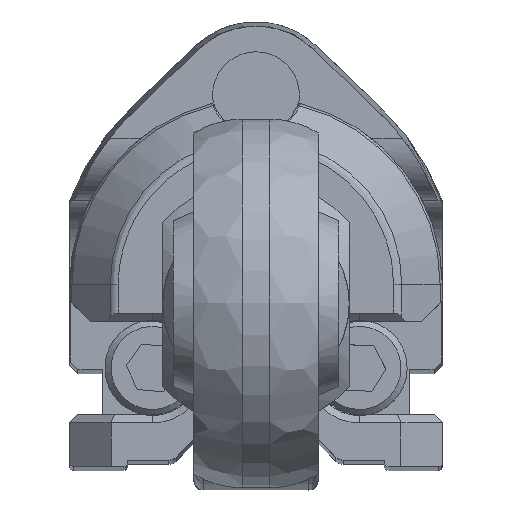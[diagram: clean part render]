
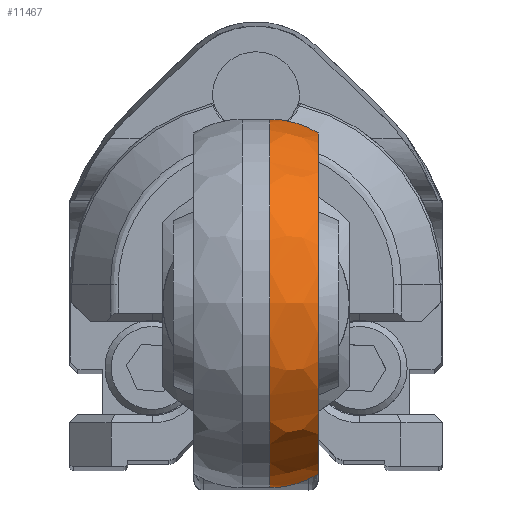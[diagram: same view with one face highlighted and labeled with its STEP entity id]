
A CAD part, top view. The second image highlights one B-rep face of the part: STEP entity #11467.
In plain terms, the highlighted free-form (B-spline) face has degree [3, 3] with [4, 7] control points.
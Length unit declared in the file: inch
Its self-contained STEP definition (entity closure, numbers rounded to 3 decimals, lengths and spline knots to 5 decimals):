
#160 = CARTESIAN_POINT ( 'NONE',  ( 0.11811, 0.29589, 3.86516 ) ) ;
#764 = CARTESIAN_POINT ( 'NONE',  ( 0.11811, -0.02872, 3.86516 ) ) ;
#1056 = DIRECTION ( 'NONE',  ( 0.519, 0.854, 0. ) ) ;
#1694 = FACE_OUTER_BOUND ( 'NONE', #16100, .T. ) ;
#1795 = CARTESIAN_POINT ( 'NONE',  ( 0.05874, 0.32167, 3.86516 ) ) ;
#1881 = CARTESIAN_POINT ( 'NONE',  ( 0.11811, -0.35334, 3.86516 ) ) ;
#1895 = CIRCLE ( 'NONE', #18818, 0.32461 ) ;
#1955 = DIRECTION ( 'NONE',  ( 0., 0., -1. ) ) ;
#2093 = CARTESIAN_POINT ( 'NONE',  ( 0.0902, 0.31286, 4.06526 ) ) ;
#3227 = CARTESIAN_POINT ( 'NONE',  ( 0.02608, 0.32167, 3.86516 ) ) ;
#3234 = EDGE_CURVE ( 'NONE', #17475, #16054, #16233, .T. ) ;
#3242 = CIRCLE ( 'NONE', #6828, 0.17717 ) ;
#4064 = CIRCLE ( 'NONE', #11881, 0.35039 ) ;
#4477 = EDGE_CURVE ( 'NONE', #11172, #18297, #3242, .T. ) ;
#4750 = CARTESIAN_POINT ( 'NONE',  ( 0.11811, -0.35334, 4.05532 ) ) ;
#5054 = CARTESIAN_POINT ( 'NONE',  ( 0.11811, -0.02872, 4.18978 ) ) ;
#5157 = CARTESIAN_POINT ( 'NONE',  ( 0.11811, 0.29589, 4.05532 ) ) ;
#5663 = DIRECTION ( 'NONE',  ( 0., 0., -1. ) ) ;
#6384 = CARTESIAN_POINT ( 'NONE',  ( 0.0902, 0.31286, 3.86516 ) ) ;
#6492 = CARTESIAN_POINT ( 'NONE',  ( 0.0902, -0.3703, 4.06526 ) ) ;
#6828 = AXIS2_PLACEMENT_3D ( 'NONE', #17881, #11472, #11274 ) ;
#7325 = CARTESIAN_POINT ( 'NONE',  ( 0.02608, 0.32167, 3.86516 ) ) ;
#7379 = DIRECTION ( 'NONE',  ( 0., 0., -1. ) ) ;
#7456 = AXIS2_PLACEMENT_3D ( 'NONE', #11673, #7379, #1056 ) ;
#7923 = CARTESIAN_POINT ( 'NONE',  ( 0.02608, -0.37912, 3.86516 ) ) ;
#8021 = CARTESIAN_POINT ( 'NONE',  ( 0.11811, -0.35334, 3.86516 ) ) ;
#8124 = CARTESIAN_POINT ( 'NONE',  ( 0.11811, 0.29589, 3.86516 ) ) ;
#8312 = CARTESIAN_POINT ( 'NONE',  ( 0.0902, -0.22882, 4.20675 ) ) ;
#9056 = ORIENTED_EDGE ( 'NONE', *, *, #12761, .T. ) ;
#9446 = CARTESIAN_POINT ( 'NONE',  ( 0.0902, -0.3703, 3.86516 ) ) ;
#9843 = CARTESIAN_POINT ( 'NONE',  ( 0.05874, -0.37912, 4.07042 ) ) ;
#10162 = CARTESIAN_POINT ( 'NONE',  ( 0.02608, -0.37912, 3.86516 ) ) ;
#10313 = ORIENTED_EDGE ( 'NONE', *, *, #16509, .T. ) ;
#10966 = CARTESIAN_POINT ( 'NONE',  ( 0.11811, 0.16143, 4.18978 ) ) ;
#11073 = CARTESIAN_POINT ( 'NONE',  ( 0.05874, 0.17653, 4.21556 ) ) ;
#11172 = VERTEX_POINT ( 'NONE', #10162 ) ;
#11174 = CARTESIAN_POINT ( 'NONE',  ( 0.02608, -0.23398, 4.21556 ) ) ;
#11272 = CARTESIAN_POINT ( 'NONE',  ( 0.11811, -0.21888, 4.18978 ) ) ;
#11274 = DIRECTION ( 'NONE',  ( 0., -1., 0. ) ) ;
#11373 = CARTESIAN_POINT ( 'NONE',  ( 0.02608, -0.02872, 4.21556 ) ) ;
#11467 = ADVANCED_FACE ( 'NONE', ( #1694 ), #15902, .T. ) ;
#11472 = DIRECTION ( 'NONE',  ( 0., 0., 1. ) ) ;
#11673 = CARTESIAN_POINT ( 'NONE',  ( 0.02608, 0.14451, 3.86516 ) ) ;
#11881 = AXIS2_PLACEMENT_3D ( 'NONE', #15513, #13985, #1955 ) ;
#12501 = CARTESIAN_POINT ( 'NONE',  ( 0.05874, -0.02872, 4.21556 ) ) ;
#12598 = CARTESIAN_POINT ( 'NONE',  ( 0.02608, -0.37912, 4.07042 ) ) ;
#12761 = EDGE_CURVE ( 'NONE', #18297, #16054, #1895, .T. ) ;
#12902 = CARTESIAN_POINT ( 'NONE',  ( 0.02608, 0.17653, 4.21556 ) ) ;
#13985 = DIRECTION ( 'NONE',  ( 1., 0., 0. ) ) ;
#14130 = CARTESIAN_POINT ( 'NONE',  ( 0.0902, 0.17137, 4.20675 ) ) ;
#14329 = CARTESIAN_POINT ( 'NONE',  ( 0.05874, 0.32167, 4.07042 ) ) ;
#15513 = CARTESIAN_POINT ( 'NONE',  ( 0.02608, -0.02872, 3.86516 ) ) ;
#15758 = CARTESIAN_POINT ( 'NONE',  ( 0.02608, 0.32167, 4.07042 ) ) ;
#15902 =( BOUNDED_SURFACE ( )  B_SPLINE_SURFACE ( 3, 3, ( 
 ( #8124, #5157, #10966, #5054, #11272, #4750, #8021 ),
 ( #6384, #2093, #14130, #18919, #8312, #6492, #9446 ),
 ( #1795, #14329, #11073, #12501, #17271, #9843, #16051 ),
 ( #3227, #15758, #12902, #11373, #11174, #12598, #7923 ) ),
 .UNSPECIFIED., .F., .F., .F. ) 
 B_SPLINE_SURFACE_WITH_KNOTS ( ( 4, 4 ),
 ( 4, 3, 4 ),
 ( 0., 1. ),
 ( 0., 0.5, 1. ),
 .UNSPECIFIED. ) 
 GEOMETRIC_REPRESENTATION_ITEM ( )  RATIONAL_B_SPLINE_SURFACE ( (
 ( 1., 0.805, 0.805, 1., 0.805, 0.805, 1.),
 ( 0.975, 0.785, 0.785, 0.975, 0.785, 0.785, 0.975),
 ( 0.975, 0.785, 0.785, 0.975, 0.785, 0.785, 0.975),
 ( 1., 0.805, 0.805, 1., 0.805, 0.805, 1.) ) ) 
 REPRESENTATION_ITEM ( '' )  SURFACE ( )  );
#16051 = CARTESIAN_POINT ( 'NONE',  ( 0.05874, -0.37912, 3.86516 ) ) ;
#16054 = VERTEX_POINT ( 'NONE', #160 ) ;
#16100 = EDGE_LOOP ( 'NONE', ( #9056, #16689, #10313, #19414 ) ) ;
#16233 = CIRCLE ( 'NONE', #7456, 0.17717 ) ;
#16509 = EDGE_CURVE ( 'NONE', #17475, #11172, #4064, .T. ) ;
#16689 = ORIENTED_EDGE ( 'NONE', *, *, #3234, .F. ) ;
#17271 = CARTESIAN_POINT ( 'NONE',  ( 0.05874, -0.23398, 4.21556 ) ) ;
#17475 = VERTEX_POINT ( 'NONE', #7325 ) ;
#17881 = CARTESIAN_POINT ( 'NONE',  ( 0.02608, -0.20195, 3.86516 ) ) ;
#18297 = VERTEX_POINT ( 'NONE', #1881 ) ;
#18818 = AXIS2_PLACEMENT_3D ( 'NONE', #764, #19637, #5663 ) ;
#18919 = CARTESIAN_POINT ( 'NONE',  ( 0.0902, -0.02872, 4.20675 ) ) ;
#19414 = ORIENTED_EDGE ( 'NONE', *, *, #4477, .T. ) ;
#19637 = DIRECTION ( 'NONE',  ( -1., 0., 0. ) ) ;
